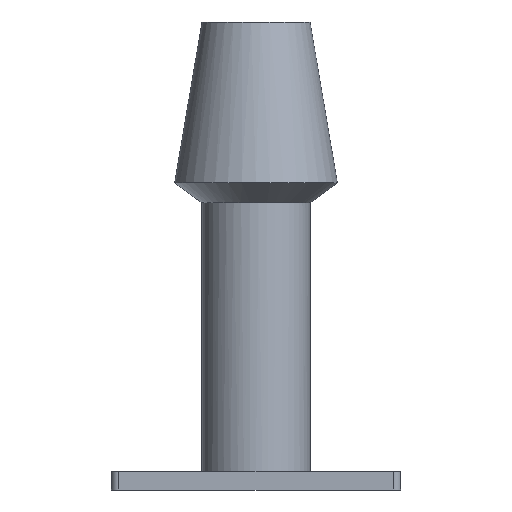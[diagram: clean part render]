
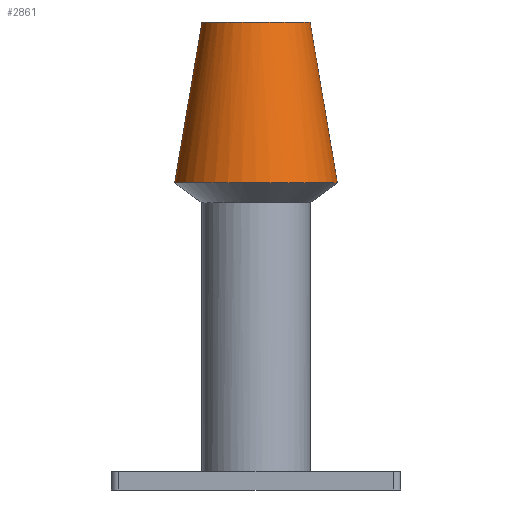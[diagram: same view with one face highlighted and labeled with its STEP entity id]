
A CAD part, front view. The second image highlights one B-rep face of the part: STEP entity #2861.
In plain terms, the highlighted free-form (B-spline) face has degree [11, 1] with [12, 2] control points.
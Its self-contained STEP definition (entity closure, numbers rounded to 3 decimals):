
#858 = B_SPLINE_SURFACE_WITH_KNOTS('',11,1,(
    (#859,#860)
    ,(#861,#862)
    ,(#863,#864)
    ,(#865,#866)
    ,(#867,#868)
    ,(#869,#870)
    ,(#871,#872)
    ,(#873,#874)
    ,(#875,#876)
    ,(#877,#878)
    ,(#879,#880)
    ,(#881,#882
    )),.UNSPECIFIED.,.F.,.F.,.F.,(12,12),(2,2),(2.962,
    6.458),(0.,1.),.PIECEWISE_BEZIER_KNOTS.);
#859 = CARTESIAN_POINT('',(-2.989,0.255,-1.1));
#860 = CARTESIAN_POINT('',(-4.428,0.802,0.));
#861 = CARTESIAN_POINT('',(-3.066,-0.645,-1.1));
#862 = CARTESIAN_POINT('',(-4.683,-0.605,0.));
#863 = CARTESIAN_POINT('',(-2.845,-1.57,-1.1));
#864 = CARTESIAN_POINT('',(-4.446,-2.102,0.));
#865 = CARTESIAN_POINT('',(-2.316,-2.411,-1.1));
#866 = CARTESIAN_POINT('',(-3.682,-3.496,0.));
#867 = CARTESIAN_POINT('',(-1.516,-3.055,-1.1));
#868 = CARTESIAN_POINT('',(-2.441,-4.582,0.));
#869 = CARTESIAN_POINT('',(-0.528,-3.404,-1.1));
#870 = CARTESIAN_POINT('',(-0.862,-5.18,0.));
#871 = CARTESIAN_POINT('',(0.528,-3.404,-1.1));
#872 = CARTESIAN_POINT('',(0.841,-5.184,0.));
#873 = CARTESIAN_POINT('',(1.516,-3.055,-1.1));
#874 = CARTESIAN_POINT('',(2.422,-4.592,0.));
#875 = CARTESIAN_POINT('',(2.316,-2.411,-1.1));
#876 = CARTESIAN_POINT('',(3.668,-3.511,0.));
#877 = CARTESIAN_POINT('',(2.845,-1.57,-1.1));
#878 = CARTESIAN_POINT('',(4.437,-2.119,0.));
#879 = CARTESIAN_POINT('',(3.066,-0.645,-1.1));
#880 = CARTESIAN_POINT('',(4.68,-0.624,0.));
#881 = CARTESIAN_POINT('',(2.989,0.255,-1.1));
#882 = CARTESIAN_POINT('',(4.431,0.784,0.));
#2394 = VERTEX_POINT('',#2395);
#2395 = CARTESIAN_POINT('',(4.431,0.784,0.));
#2409 = B_SPLINE_SURFACE_WITH_KNOTS('',1,1,(
    (#2410,#2411)
    ,(#2412,#2413
    )),.UNSPECIFIED.,.F.,.F.,.F.,(2,2),(2,2),(-2.744,0.),(
    0.,1.),.PIECEWISE_BEZIER_KNOTS.);
#2410 = CARTESIAN_POINT('',(4.431,0.784,0.));
#2411 = CARTESIAN_POINT('',(2.989,0.255,8.9));
#2412 = CARTESIAN_POINT('',(3.941,3.484,0.));
#2413 = CARTESIAN_POINT('',(2.497,2.918,8.9));
#2542 = VERTEX_POINT('',#2543);
#2543 = CARTESIAN_POINT('',(-4.428,0.802,0.));
#2577 = B_SPLINE_SURFACE_WITH_KNOTS('',1,1,(
    (#2578,#2579)
    ,(#2580,#2581
    )),.UNSPECIFIED.,.F.,.F.,.F.,(2,2),(2,2),(0.,2.725),(
    0.,1.),.PIECEWISE_BEZIER_KNOTS.);
#2578 = CARTESIAN_POINT('',(-3.941,3.483,0.));
#2579 = CARTESIAN_POINT('',(-2.497,2.918,8.9));
#2580 = CARTESIAN_POINT('',(-4.428,0.802,0.));
#2581 = CARTESIAN_POINT('',(-2.989,0.255,8.9));
#2621 = EDGE_CURVE('',#2542,#2394,#2622,.T.);
#2622 = SURFACE_CURVE('',#2623,(#2628,#2635),.PCURVE_S1.);
#2623 = CIRCLE('',#2624,4.5);
#2624 = AXIS2_PLACEMENT_3D('',#2625,#2626,#2627);
#2625 = CARTESIAN_POINT('',(0.,0.,
    0.));
#2626 = DIRECTION('',(0.,0.,1.));
#2627 = DIRECTION('',(1.,0.,0.));
#2628 = PCURVE('',#858,#2629);
#2629 = DEFINITIONAL_REPRESENTATION('',(#2630),#2634);
#2630 = B_SPLINE_CURVE_WITH_KNOTS('',2,(#2631,#2632,#2633),
  .UNSPECIFIED.,.F.,.F.,(3,3),(2.962,6.458),
  .PIECEWISE_BEZIER_KNOTS.);
#2631 = CARTESIAN_POINT('',(2.962,1.));
#2632 = CARTESIAN_POINT('',(4.71,1.));
#2633 = CARTESIAN_POINT('',(6.458,1.));
#2634 = ( GEOMETRIC_REPRESENTATION_CONTEXT(2) 
PARAMETRIC_REPRESENTATION_CONTEXT() REPRESENTATION_CONTEXT('2D SPACE',''
  ) );
#2635 = PCURVE('',#2636,#2661);
#2636 = B_SPLINE_SURFACE_WITH_KNOTS('',11,1,(
    (#2637,#2638)
    ,(#2639,#2640)
    ,(#2641,#2642)
    ,(#2643,#2644)
    ,(#2645,#2646)
    ,(#2647,#2648)
    ,(#2649,#2650)
    ,(#2651,#2652)
    ,(#2653,#2654)
    ,(#2655,#2656)
    ,(#2657,#2658)
    ,(#2659,#2660
    )),.UNSPECIFIED.,.F.,.F.,.F.,(12,12),(2,2),(2.962,
    6.458),(0.,1.),.PIECEWISE_BEZIER_KNOTS.);
#2637 = CARTESIAN_POINT('',(-4.428,0.802,0.));
#2638 = CARTESIAN_POINT('',(-2.989,0.255,8.9));
#2639 = CARTESIAN_POINT('',(-4.683,-0.605,0.));
#2640 = CARTESIAN_POINT('',(-3.066,-0.645,8.9));
#2641 = CARTESIAN_POINT('',(-4.446,-2.102,0.));
#2642 = CARTESIAN_POINT('',(-2.845,-1.57,
    8.9));
#2643 = CARTESIAN_POINT('',(-3.682,-3.496,0.));
#2644 = CARTESIAN_POINT('',(-2.316,-2.411,
    8.9));
#2645 = CARTESIAN_POINT('',(-2.441,-4.582,0.));
#2646 = CARTESIAN_POINT('',(-1.516,-3.055,
    8.9));
#2647 = CARTESIAN_POINT('',(-0.862,-5.18,0.));
#2648 = CARTESIAN_POINT('',(-0.528,-3.404,
    8.9));
#2649 = CARTESIAN_POINT('',(0.841,-5.184,0.));
#2650 = CARTESIAN_POINT('',(0.528,-3.404,8.9
    ));
#2651 = CARTESIAN_POINT('',(2.422,-4.592,0.));
#2652 = CARTESIAN_POINT('',(1.516,-3.055,
    8.9));
#2653 = CARTESIAN_POINT('',(3.668,-3.511,0.));
#2654 = CARTESIAN_POINT('',(2.316,-2.411,8.9
    ));
#2655 = CARTESIAN_POINT('',(4.437,-2.119,0.));
#2656 = CARTESIAN_POINT('',(2.845,-1.57,
    8.9));
#2657 = CARTESIAN_POINT('',(4.68,-0.624,0.));
#2658 = CARTESIAN_POINT('',(3.066,-0.645,8.9));
#2659 = CARTESIAN_POINT('',(4.431,0.784,0.));
#2660 = CARTESIAN_POINT('',(2.989,0.255,8.9));
#2661 = DEFINITIONAL_REPRESENTATION('',(#2662),#2666);
#2662 = LINE('',#2663,#2664);
#2663 = CARTESIAN_POINT('',(0.,0.));
#2664 = VECTOR('',#2665,1.);
#2665 = DIRECTION('',(1.,0.));
#2666 = ( GEOMETRIC_REPRESENTATION_CONTEXT(2) 
PARAMETRIC_REPRESENTATION_CONTEXT() REPRESENTATION_CONTEXT('2D SPACE',''
  ) );
#2721 = VERTEX_POINT('',#2722);
#2722 = CARTESIAN_POINT('',(2.989,0.255,8.9));
#2735 = PLANE('',#2736);
#2736 = AXIS2_PLACEMENT_3D('',#2737,#2738,#2739);
#2737 = CARTESIAN_POINT('',(0.,2.8,8.9));
#2738 = DIRECTION('',(0.,0.,1.));
#2739 = DIRECTION('',(1.,0.,0.));
#2747 = EDGE_CURVE('',#2394,#2721,#2748,.T.);
#2748 = SURFACE_CURVE('',#2749,(#2752,#2759),.PCURVE_S1.);
#2749 = B_SPLINE_CURVE_WITH_KNOTS('',1,(#2750,#2751),.UNSPECIFIED.,.F.,
  .F.,(2,2),(0.,1.),.PIECEWISE_BEZIER_KNOTS.);
#2750 = CARTESIAN_POINT('',(4.431,0.784,0.));
#2751 = CARTESIAN_POINT('',(2.989,0.255,8.9));
#2752 = PCURVE('',#2409,#2753);
#2753 = DEFINITIONAL_REPRESENTATION('',(#2754),#2758);
#2754 = LINE('',#2755,#2756);
#2755 = CARTESIAN_POINT('',(-2.744,0.));
#2756 = VECTOR('',#2757,1.);
#2757 = DIRECTION('',(0.,1.));
#2758 = ( GEOMETRIC_REPRESENTATION_CONTEXT(2) 
PARAMETRIC_REPRESENTATION_CONTEXT() REPRESENTATION_CONTEXT('2D SPACE',''
  ) );
#2759 = PCURVE('',#2636,#2760);
#2760 = DEFINITIONAL_REPRESENTATION('',(#2761),#2765);
#2761 = LINE('',#2762,#2763);
#2762 = CARTESIAN_POINT('',(6.458,0.));
#2763 = VECTOR('',#2764,1.);
#2764 = DIRECTION('',(0.,1.));
#2765 = ( GEOMETRIC_REPRESENTATION_CONTEXT(2) 
PARAMETRIC_REPRESENTATION_CONTEXT() REPRESENTATION_CONTEXT('2D SPACE',''
  ) );
#2798 = EDGE_CURVE('',#2542,#2799,#2801,.T.);
#2799 = VERTEX_POINT('',#2800);
#2800 = CARTESIAN_POINT('',(-2.989,0.255,8.9));
#2801 = SURFACE_CURVE('',#2802,(#2805,#2812),.PCURVE_S1.);
#2802 = B_SPLINE_CURVE_WITH_KNOTS('',1,(#2803,#2804),.UNSPECIFIED.,.F.,
  .F.,(2,2),(0.,1.),.PIECEWISE_BEZIER_KNOTS.);
#2803 = CARTESIAN_POINT('',(-4.428,0.802,0.));
#2804 = CARTESIAN_POINT('',(-2.989,0.255,8.9));
#2805 = PCURVE('',#2577,#2806);
#2806 = DEFINITIONAL_REPRESENTATION('',(#2807),#2811);
#2807 = LINE('',#2808,#2809);
#2808 = CARTESIAN_POINT('',(2.725,0.));
#2809 = VECTOR('',#2810,1.);
#2810 = DIRECTION('',(0.,1.));
#2811 = ( GEOMETRIC_REPRESENTATION_CONTEXT(2) 
PARAMETRIC_REPRESENTATION_CONTEXT() REPRESENTATION_CONTEXT('2D SPACE',''
  ) );
#2812 = PCURVE('',#2636,#2813);
#2813 = DEFINITIONAL_REPRESENTATION('',(#2814),#2818);
#2814 = LINE('',#2815,#2816);
#2815 = CARTESIAN_POINT('',(2.962,0.));
#2816 = VECTOR('',#2817,1.);
#2817 = DIRECTION('',(0.,1.));
#2818 = ( GEOMETRIC_REPRESENTATION_CONTEXT(2) 
PARAMETRIC_REPRESENTATION_CONTEXT() REPRESENTATION_CONTEXT('2D SPACE',''
  ) );
#2861 = ADVANCED_FACE('',(#2862),#2636,.T.);
#2862 = FACE_BOUND('',#2863,.T.);
#2863 = EDGE_LOOP('',(#2864,#2865,#2866,#2887));
#2864 = ORIENTED_EDGE('',*,*,#2621,.T.);
#2865 = ORIENTED_EDGE('',*,*,#2747,.T.);
#2866 = ORIENTED_EDGE('',*,*,#2867,.F.);
#2867 = EDGE_CURVE('',#2799,#2721,#2868,.T.);
#2868 = SURFACE_CURVE('',#2869,(#2874,#2880),.PCURVE_S1.);
#2869 = CIRCLE('',#2870,3.);
#2870 = AXIS2_PLACEMENT_3D('',#2871,#2872,#2873);
#2871 = CARTESIAN_POINT('',(0.,0.,8.9));
#2872 = DIRECTION('',(0.,0.,1.));
#2873 = DIRECTION('',(1.,0.,0.));
#2874 = PCURVE('',#2636,#2875);
#2875 = DEFINITIONAL_REPRESENTATION('',(#2876),#2879);
#2876 = B_SPLINE_CURVE_WITH_KNOTS('',1,(#2877,#2878),.UNSPECIFIED.,.F.,
  .F.,(2,2),(3.057,6.368),.PIECEWISE_BEZIER_KNOTS.);
#2877 = CARTESIAN_POINT('',(2.962,1.));
#2878 = CARTESIAN_POINT('',(6.458,1.));
#2879 = ( GEOMETRIC_REPRESENTATION_CONTEXT(2) 
PARAMETRIC_REPRESENTATION_CONTEXT() REPRESENTATION_CONTEXT('2D SPACE',''
  ) );
#2880 = PCURVE('',#2735,#2881);
#2881 = DEFINITIONAL_REPRESENTATION('',(#2882),#2886);
#2882 = CIRCLE('',#2883,3.);
#2883 = AXIS2_PLACEMENT_2D('',#2884,#2885);
#2884 = CARTESIAN_POINT('',(0.,-2.8));
#2885 = DIRECTION('',(1.,0.));
#2886 = ( GEOMETRIC_REPRESENTATION_CONTEXT(2) 
PARAMETRIC_REPRESENTATION_CONTEXT() REPRESENTATION_CONTEXT('2D SPACE',''
  ) );
#2887 = ORIENTED_EDGE('',*,*,#2798,.F.);
